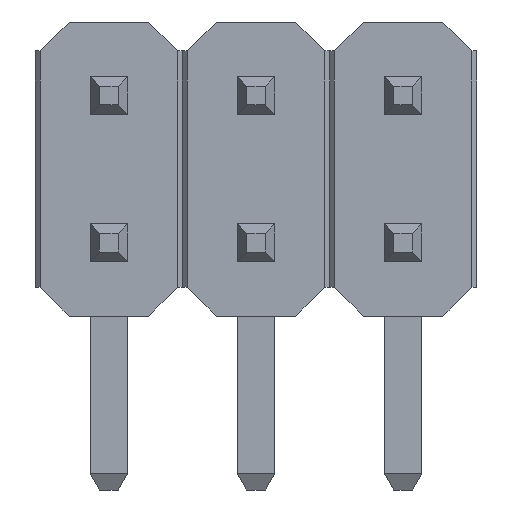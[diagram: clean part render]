
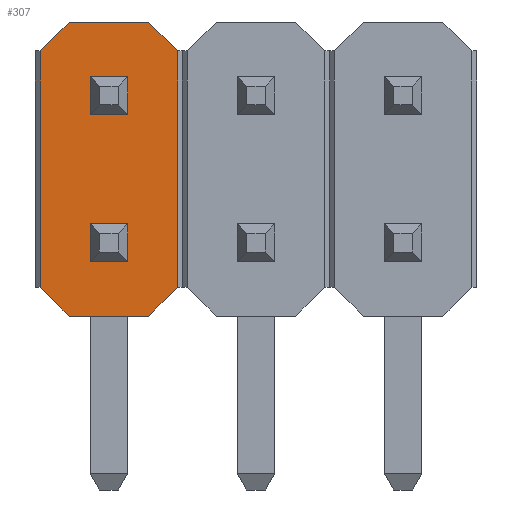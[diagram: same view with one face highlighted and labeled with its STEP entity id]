
A CAD part, front view. The second image highlights one B-rep face of the part: STEP entity #307.
In plain terms, the highlighted planar face has unit normal (0, -1, 0).
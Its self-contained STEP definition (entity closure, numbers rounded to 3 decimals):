
#307=ADVANCED_FACE('',(#1759),#1761,.F.);
#1759=FACE_BOUND('',#1760,.T.);
#1760=EDGE_LOOP('',(#2874,#2875,#2876,#2877,#2878,#2879,#2880,#2881));
#1761=PLANE('',#1762);
#1762=AXIS2_PLACEMENT_3D('',#1763,#1764,#1765);
#1763=CARTESIAN_POINT('',(0.,-4.185,0.));
#1764=DIRECTION('',(-0.,1.,0.));
#1765=DIRECTION('',(1.,0.,0.));
#2874=ORIENTED_EDGE('',*,*,#3578,.T.);
#2875=ORIENTED_EDGE('',*,*,#3579,.F.);
#2876=ORIENTED_EDGE('',*,*,#3580,.F.);
#2877=ORIENTED_EDGE('',*,*,#3581,.F.);
#2878=ORIENTED_EDGE('',*,*,#3520,.T.);
#2879=ORIENTED_EDGE('',*,*,#3582,.F.);
#2880=ORIENTED_EDGE('',*,*,#3583,.F.);
#2881=ORIENTED_EDGE('',*,*,#3584,.F.);
#3520=EDGE_CURVE('',#3895,#3893,#3896,.T.);
#3578=EDGE_CURVE('',#3986,#3987,#3988,.T.);
#3579=EDGE_CURVE('',#3989,#3987,#3990,.T.);
#3580=EDGE_CURVE('',#3991,#3989,#3992,.T.);
#3581=EDGE_CURVE('',#3895,#3991,#3993,.T.);
#3582=EDGE_CURVE('',#3994,#3893,#3995,.T.);
#3583=EDGE_CURVE('',#3996,#3994,#3997,.T.);
#3584=EDGE_CURVE('',#3986,#3996,#3998,.T.);
#3893=VERTEX_POINT('',#4487);
#3895=VERTEX_POINT('',#4491);
#3896=LINE('',#4492,#4493);
#3986=VERTEX_POINT('',#4698);
#3987=VERTEX_POINT('',#4699);
#3988=LINE('',#4700,#4701);
#3989=VERTEX_POINT('',#4703);
#3990=LINE('',#4704,#4705);
#3991=VERTEX_POINT('',#4707);
#3992=LINE('',#4708,#4709);
#3993=LINE('',#4711,#4712);
#3994=VERTEX_POINT('',#4714);
#3995=LINE('',#4715,#4716);
#3996=VERTEX_POINT('',#4718);
#3997=LINE('',#4719,#4720);
#3998=LINE('',#4722,#4723);
#4487=CARTESIAN_POINT('',(1.185,-4.185,4.58));
#4491=CARTESIAN_POINT('',(1.185,-4.185,0.5));
#4492=CARTESIAN_POINT('',(1.185,-4.185,0.5));
#4493=VECTOR('',#4494,1.);
#4494=DIRECTION('',(0.,0.,1.));
#4698=CARTESIAN_POINT('',(-1.185,-4.185,4.58));
#4699=CARTESIAN_POINT('',(-1.185,-4.185,0.5));
#4700=CARTESIAN_POINT('',(-1.185,-4.185,4.58));
#4701=VECTOR('',#4702,1.);
#4702=DIRECTION('',(0.,0.,-1.));
#4703=CARTESIAN_POINT('',(-0.685,-4.185,0.));
#4704=CARTESIAN_POINT('',(-0.685,-4.185,0.));
#4705=VECTOR('',#4706,1.);
#4706=DIRECTION('',(-0.707,0.,0.707));
#4707=CARTESIAN_POINT('',(0.685,-4.185,0.));
#4708=CARTESIAN_POINT('',(0.685,-4.185,0.));
#4709=VECTOR('',#4710,1.);
#4710=DIRECTION('',(-1.,0.,0.));
#4711=CARTESIAN_POINT('',(1.185,-4.185,0.5));
#4712=VECTOR('',#4713,1.);
#4713=DIRECTION('',(-0.707,0.,-0.707));
#4714=CARTESIAN_POINT('',(0.685,-4.185,5.08));
#4715=CARTESIAN_POINT('',(0.685,-4.185,5.08));
#4716=VECTOR('',#4717,1.);
#4717=DIRECTION('',(0.707,0.,-0.707));
#4718=CARTESIAN_POINT('',(-0.685,-4.185,5.08));
#4719=CARTESIAN_POINT('',(-0.685,-4.185,5.08));
#4720=VECTOR('',#4721,1.);
#4721=DIRECTION('',(1.,0.,0.));
#4722=CARTESIAN_POINT('',(-1.185,-4.185,4.58));
#4723=VECTOR('',#4724,1.);
#4724=DIRECTION('',(0.707,0.,0.707));
